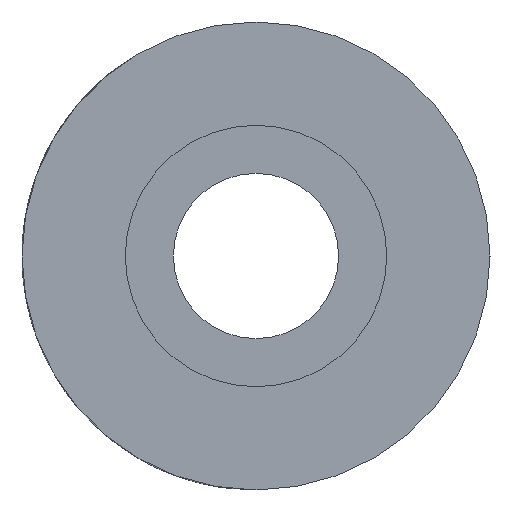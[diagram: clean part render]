
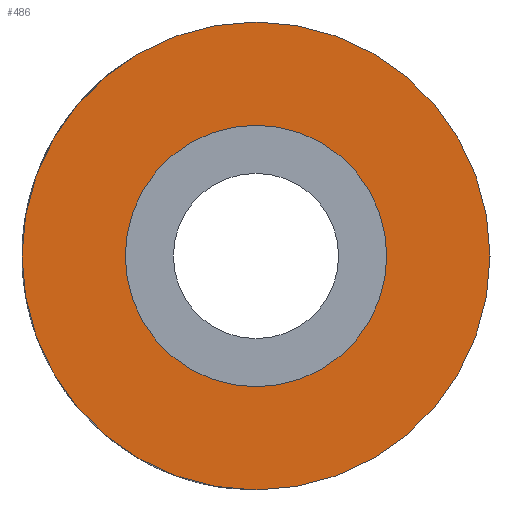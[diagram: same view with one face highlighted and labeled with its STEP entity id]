
A CAD part, left-side view. The second image highlights one B-rep face of the part: STEP entity #486.
In plain terms, the highlighted planar face has unit normal (-1, 0, 0).
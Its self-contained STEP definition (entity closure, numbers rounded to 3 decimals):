
#107 = DIRECTION ( 'NONE',  ( -1., 0., 0. ) ) ;
#261 = VERTEX_POINT ( 'NONE', #1560 ) ;
#486 = ADVANCED_FACE ( 'NONE', ( #7176, #5933 ), #4366, .F. ) ;
#1130 = VERTEX_POINT ( 'NONE', #4408 ) ;
#1208 = AXIS2_PLACEMENT_3D ( 'NONE', #4834, #4096, #4875 ) ;
#1265 = EDGE_CURVE ( 'NONE', #1130, #8927, #4290, .T. ) ;
#1560 = CARTESIAN_POINT ( 'NONE',  ( 0., 0., -8.5 ) ) ;
#1590 = CARTESIAN_POINT ( 'NONE',  ( 0., 0., 4.75 ) ) ;
#1907 = EDGE_CURVE ( 'NONE', #8927, #1130, #6645, .T. ) ;
#2112 = DIRECTION ( 'NONE',  ( 0., 0., 1. ) ) ;
#2235 = CARTESIAN_POINT ( 'NONE',  ( 0., 0., 0. ) ) ;
#2799 = EDGE_LOOP ( 'NONE', ( #5958, #4433 ) ) ;
#2929 = DIRECTION ( 'NONE',  ( 0., 0., -1. ) ) ;
#2952 = AXIS2_PLACEMENT_3D ( 'NONE', #5199, #2985, #3674 ) ;
#2985 = DIRECTION ( 'NONE',  ( 1., 0., 0. ) ) ;
#3674 = DIRECTION ( 'NONE',  ( 0., 0., -1. ) ) ;
#3845 = CARTESIAN_POINT ( 'NONE',  ( 0., 0., 0. ) ) ;
#4004 = CARTESIAN_POINT ( 'NONE',  ( 0., 0., 0. ) ) ;
#4096 = DIRECTION ( 'NONE',  ( -1., 0., 0. ) ) ;
#4099 = DIRECTION ( 'NONE',  ( 0., 0., -1. ) ) ;
#4290 = CIRCLE ( 'NONE', #9013, 4.75 ) ;
#4366 = PLANE ( 'NONE',  #2952 ) ;
#4371 = VERTEX_POINT ( 'NONE', #4975 ) ;
#4408 = CARTESIAN_POINT ( 'NONE',  ( 0., 0., -4.75 ) ) ;
#4433 = ORIENTED_EDGE ( 'NONE', *, *, #1265, .F. ) ;
#4472 = EDGE_LOOP ( 'NONE', ( #5600, #8490 ) ) ;
#4774 = CIRCLE ( 'NONE', #9049, 8.5 ) ;
#4834 = CARTESIAN_POINT ( 'NONE',  ( 0., 0., 0. ) ) ;
#4875 = DIRECTION ( 'NONE',  ( 0., 0., 1. ) ) ;
#4883 = AXIS2_PLACEMENT_3D ( 'NONE', #4004, #7464, #4099 ) ;
#4975 = CARTESIAN_POINT ( 'NONE',  ( 0., 0., 8.5 ) ) ;
#5199 = CARTESIAN_POINT ( 'NONE',  ( 0., 0., 0. ) ) ;
#5600 = ORIENTED_EDGE ( 'NONE', *, *, #5915, .T. ) ;
#5915 = EDGE_CURVE ( 'NONE', #4371, #261, #5923, .T. ) ;
#5923 = CIRCLE ( 'NONE', #1208, 8.5 ) ;
#5933 = FACE_OUTER_BOUND ( 'NONE', #4472, .T. ) ;
#5958 = ORIENTED_EDGE ( 'NONE', *, *, #1907, .F. ) ;
#6645 = CIRCLE ( 'NONE', #4883, 4.75 ) ;
#7176 = FACE_BOUND ( 'NONE', #2799, .T. ) ;
#7464 = DIRECTION ( 'NONE',  ( -1., 0., 0. ) ) ;
#8089 = EDGE_CURVE ( 'NONE', #261, #4371, #4774, .T. ) ;
#8442 = DIRECTION ( 'NONE',  ( -1., 0., 0. ) ) ;
#8490 = ORIENTED_EDGE ( 'NONE', *, *, #8089, .T. ) ;
#8927 = VERTEX_POINT ( 'NONE', #1590 ) ;
#9013 = AXIS2_PLACEMENT_3D ( 'NONE', #3845, #107, #2929 ) ;
#9049 = AXIS2_PLACEMENT_3D ( 'NONE', #2235, #8442, #2112 ) ;
